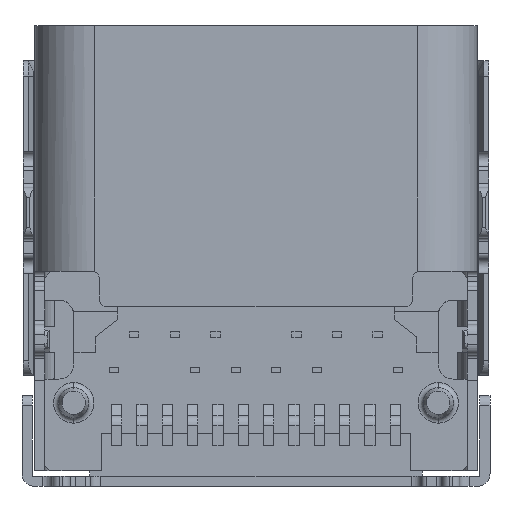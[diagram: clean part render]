
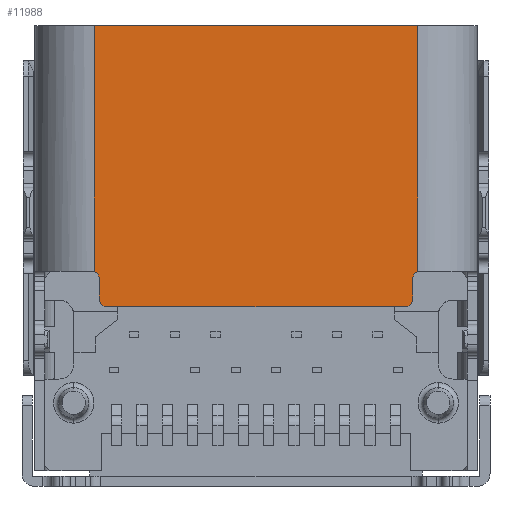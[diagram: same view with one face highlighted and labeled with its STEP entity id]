
A CAD part, front view. The second image highlights one B-rep face of the part: STEP entity #11988.
In plain terms, the highlighted planar face has unit normal (0, -1, 0).
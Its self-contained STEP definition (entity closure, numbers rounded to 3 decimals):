
#245=DIRECTION('',(1.,0.,0.));
#246=VECTOR('',#245,6.38);
#247=CARTESIAN_POINT('',(-3.19,-1.615,0.));
#248=LINE('',#247,#246);
#1082=DIRECTION('',(0.,0.,-1.));
#1083=VECTOR('',#1082,4.85);
#1084=CARTESIAN_POINT('',(3.19,-1.615,0.));
#1085=LINE('',#1084,#1083);
#3060=DIRECTION('',(-1.,0.,0.));
#3061=VECTOR('',#3060,0.056);
#3062=CARTESIAN_POINT('',(3.246,-1.615,-4.85));
#3063=LINE('',#3062,#3061);
#3064=CARTESIAN_POINT('',(3.246,-1.615,-5.));
#3065=DIRECTION('',(0.,1.,0.));
#3066=DIRECTION('',(-1.,0.,0.));
#3067=AXIS2_PLACEMENT_3D('',#3064,#3065,#3066);
#3069=DIRECTION('',(0.,0.,1.));
#3070=VECTOR('',#3069,0.4);
#3071=CARTESIAN_POINT('',(3.096,-1.615,-5.4));
#3072=LINE('',#3071,#3070);
#3073=CARTESIAN_POINT('',(2.946,-1.615,-5.4));
#3074=DIRECTION('',(0.,-1.,0.));
#3075=DIRECTION('',(0.,0.,-1.));
#3076=AXIS2_PLACEMENT_3D('',#3073,#3074,#3075);
#3078=DIRECTION('',(1.,0.,0.));
#3079=VECTOR('',#3078,5.893);
#3080=CARTESIAN_POINT('',(-2.946,-1.615,-5.55));
#3081=LINE('',#3080,#3079);
#3082=CARTESIAN_POINT('',(-2.946,-1.615,-5.4));
#3083=DIRECTION('',(0.,-1.,0.));
#3084=DIRECTION('',(-1.,0.,0.));
#3085=AXIS2_PLACEMENT_3D('',#3082,#3083,#3084);
#3087=DIRECTION('',(0.,0.,-1.));
#3088=VECTOR('',#3087,0.4);
#3089=CARTESIAN_POINT('',(-3.096,-1.615,-5.));
#3090=LINE('',#3089,#3088);
#3091=CARTESIAN_POINT('',(-3.246,-1.615,-5.));
#3092=DIRECTION('',(0.,1.,0.));
#3093=DIRECTION('',(0.,0.,1.));
#3094=AXIS2_PLACEMENT_3D('',#3091,#3092,#3093);
#3096=DIRECTION('',(-1.,0.,0.));
#3097=VECTOR('',#3096,0.056);
#3098=CARTESIAN_POINT('',(-3.19,-1.615,-4.85));
#3099=LINE('',#3098,#3097);
#3100=DIRECTION('',(0.,0.,-1.));
#3101=VECTOR('',#3100,4.85);
#3102=CARTESIAN_POINT('',(-3.19,-1.615,0.));
#3103=LINE('',#3102,#3101);
#7189=CARTESIAN_POINT('',(-3.19,-1.615,0.));
#7190=VERTEX_POINT('',#7189);
#7191=CARTESIAN_POINT('',(3.19,-1.615,0.));
#7192=VERTEX_POINT('',#7191);
#7848=CARTESIAN_POINT('',(-3.246,-1.615,-4.85));
#7849=CARTESIAN_POINT('',(-3.096,-1.615,-5.));
#7850=VERTEX_POINT('',#7848);
#7851=VERTEX_POINT('',#7849);
#7852=CARTESIAN_POINT('',(-3.096,-1.615,-5.4));
#7853=VERTEX_POINT('',#7852);
#7854=CARTESIAN_POINT('',(-2.946,-1.615,-5.55));
#7855=VERTEX_POINT('',#7854);
#7856=CARTESIAN_POINT('',(2.946,-1.615,-5.55));
#7857=VERTEX_POINT('',#7856);
#7858=CARTESIAN_POINT('',(3.096,-1.615,-5.4));
#7859=VERTEX_POINT('',#7858);
#7860=CARTESIAN_POINT('',(3.096,-1.615,-5.));
#7861=VERTEX_POINT('',#7860);
#7862=CARTESIAN_POINT('',(3.246,-1.615,-4.85));
#7863=VERTEX_POINT('',#7862);
#7892=CARTESIAN_POINT('',(-3.19,-1.615,-4.85));
#7893=VERTEX_POINT('',#7892);
#7894=CARTESIAN_POINT('',(3.19,-1.615,-4.85));
#7895=VERTEX_POINT('',#7894);
#11966=CARTESIAN_POINT('',(-3.19,-1.615,0.));
#11967=DIRECTION('',(0.,-1.,0.));
#11968=DIRECTION('',(1.,0.,0.));
#11969=AXIS2_PLACEMENT_3D('',#11966,#11967,#11968);
#11970=PLANE('',#11969);
#11971=ORIENTED_EDGE('',*,*,#9652,.T.);
#11972=ORIENTED_EDGE('',*,*,#9686,.F.);
#11974=ORIENTED_EDGE('',*,*,#11973,.F.);
#11976=ORIENTED_EDGE('',*,*,#11975,.F.);
#11978=ORIENTED_EDGE('',*,*,#11977,.F.);
#11979=ORIENTED_EDGE('',*,*,#11739,.F.);
#11980=ORIENTED_EDGE('',*,*,#11932,.F.);
#11981=ORIENTED_EDGE('',*,*,#11946,.F.);
#11982=ORIENTED_EDGE('',*,*,#11960,.F.);
#11983=ORIENTED_EDGE('',*,*,#9671,.F.);
#11984=ORIENTED_EDGE('',*,*,#9706,.F.);
#11985=ORIENTED_EDGE('',*,*,#8826,.T.);
#11986=EDGE_LOOP('',(#11971,#11972,#11974,#11976,#11978,#11979,#11980,#11981,
#11982,#11983,#11984,#11985));
#11987=FACE_OUTER_BOUND('',#11986,.F.);
#3068=CIRCLE('',#3067,0.15);
#3077=CIRCLE('',#3076,0.15);
#3086=CIRCLE('',#3085,0.15);
#3095=CIRCLE('',#3094,0.15);
#8826=EDGE_CURVE('',#7190,#7192,#248,.T.);
#9652=EDGE_CURVE('',#7192,#7895,#1085,.T.);
#9671=EDGE_CURVE('',#7893,#7850,#3099,.T.);
#9686=EDGE_CURVE('',#7863,#7895,#3063,.T.);
#9706=EDGE_CURVE('',#7190,#7893,#3103,.T.);
#11739=EDGE_CURVE('',#7855,#7857,#3081,.T.);
#11932=EDGE_CURVE('',#7853,#7855,#3086,.T.);
#11946=EDGE_CURVE('',#7851,#7853,#3090,.T.);
#11960=EDGE_CURVE('',#7850,#7851,#3095,.T.);
#11973=EDGE_CURVE('',#7861,#7863,#3068,.T.);
#11975=EDGE_CURVE('',#7859,#7861,#3072,.T.);
#11977=EDGE_CURVE('',#7857,#7859,#3077,.T.);
#11988=ADVANCED_FACE('',(#11987),#11970,.T.);
